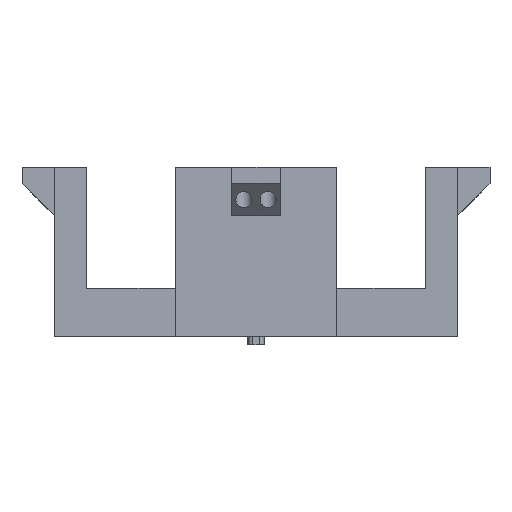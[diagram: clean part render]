
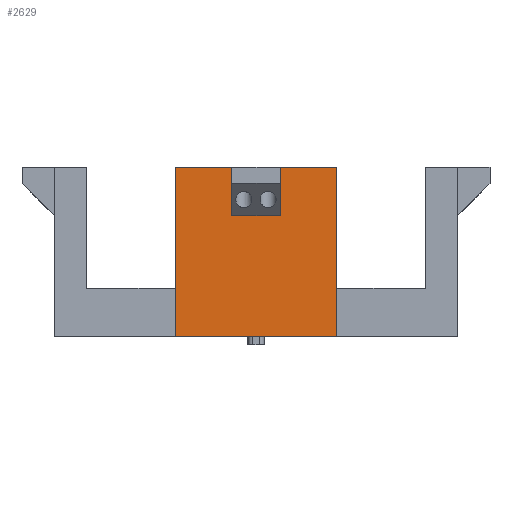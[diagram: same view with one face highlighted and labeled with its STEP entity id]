
A CAD part, front view. The second image highlights one B-rep face of the part: STEP entity #2629.
In plain terms, the highlighted planar face has unit normal (0, -1, 0).
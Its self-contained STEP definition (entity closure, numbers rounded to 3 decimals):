
#134=PLANE('',#2828);
#267=FACE_OUTER_BOUND('',#434,.T.);
#434=EDGE_LOOP('',(#2179,#2180,#2181,#2182,#2183,#2184,#2185,#2186));
#654=LINE('',#4015,#956);
#666=LINE('',#4055,#968);
#670=LINE('',#4062,#972);
#672=LINE('',#4067,#974);
#673=LINE('',#4069,#975);
#674=LINE('',#4071,#976);
#675=LINE('',#4073,#977);
#676=LINE('',#4074,#978);
#956=VECTOR('',#3286,10.);
#968=VECTOR('',#3332,10.);
#972=VECTOR('',#3338,10.);
#974=VECTOR('',#3344,10.);
#975=VECTOR('',#3345,10.);
#976=VECTOR('',#3346,10.);
#977=VECTOR('',#3347,10.);
#978=VECTOR('',#3348,10.);
#1306=VERTEX_POINT('',#4012);
#1307=VERTEX_POINT('',#4014);
#1318=VERTEX_POINT('',#4053);
#1319=VERTEX_POINT('',#4058);
#1321=VERTEX_POINT('',#4066);
#1322=VERTEX_POINT('',#4068);
#1323=VERTEX_POINT('',#4070);
#1324=VERTEX_POINT('',#4072);
#1606=EDGE_CURVE('',#1307,#1306,#654,.T.);
#1626=EDGE_CURVE('',#1306,#1318,#666,.T.);
#1630=EDGE_CURVE('',#1319,#1307,#670,.T.);
#1632=EDGE_CURVE('',#1318,#1321,#672,.T.);
#1633=EDGE_CURVE('',#1322,#1321,#673,.T.);
#1634=EDGE_CURVE('',#1322,#1323,#674,.T.);
#1635=EDGE_CURVE('',#1323,#1324,#675,.T.);
#1636=EDGE_CURVE('',#1324,#1319,#676,.T.);
#2179=ORIENTED_EDGE('',*,*,#1626,.T.);
#2180=ORIENTED_EDGE('',*,*,#1632,.T.);
#2181=ORIENTED_EDGE('',*,*,#1633,.F.);
#2182=ORIENTED_EDGE('',*,*,#1634,.T.);
#2183=ORIENTED_EDGE('',*,*,#1635,.T.);
#2184=ORIENTED_EDGE('',*,*,#1636,.T.);
#2185=ORIENTED_EDGE('',*,*,#1630,.T.);
#2186=ORIENTED_EDGE('',*,*,#1606,.T.);
#2629=ADVANCED_FACE('',(#267),#134,.T.);
#2828=AXIS2_PLACEMENT_3D('',#4065,#3342,#3343);
#3286=DIRECTION('',(-1.,0.,0.));
#3332=DIRECTION('',(0.,0.,1.));
#3338=DIRECTION('',(0.,0.,-1.));
#3342=DIRECTION('center_axis',(0.,-1.,0.));
#3343=DIRECTION('ref_axis',(1.,0.,0.));
#3344=DIRECTION('',(-1.,0.,0.));
#3345=DIRECTION('',(0.,0.,1.));
#3346=DIRECTION('',(1.,0.,0.));
#3347=DIRECTION('',(0.,0.,1.));
#3348=DIRECTION('',(-1.,0.,0.));
#4012=CARTESIAN_POINT('',(-15.,-125.,65.));
#4014=CARTESIAN_POINT('',(15.,-125.,65.));
#4015=CARTESIAN_POINT('',(-17.5,-125.,65.));
#4053=CARTESIAN_POINT('',(-15.,-125.,95.));
#4055=CARTESIAN_POINT('',(-15.,-125.,42.5));
#4058=CARTESIAN_POINT('',(15.,-125.,95.));
#4062=CARTESIAN_POINT('',(15.,-125.,42.5));
#4065=CARTESIAN_POINT('Origin',(-50.,-125.,0.));
#4066=CARTESIAN_POINT('',(-50.,-125.,95.));
#4067=CARTESIAN_POINT('',(37.5,-125.,95.));
#4068=CARTESIAN_POINT('',(-50.,-125.,-10.));
#4069=CARTESIAN_POINT('',(-50.,-125.,0.));
#4070=CARTESIAN_POINT('',(50.,-125.,-10.));
#4071=CARTESIAN_POINT('',(25.,-125.,-10.));
#4072=CARTESIAN_POINT('',(50.,-125.,95.));
#4073=CARTESIAN_POINT('',(50.,-125.,0.));
#4074=CARTESIAN_POINT('',(37.5,-125.,95.));
